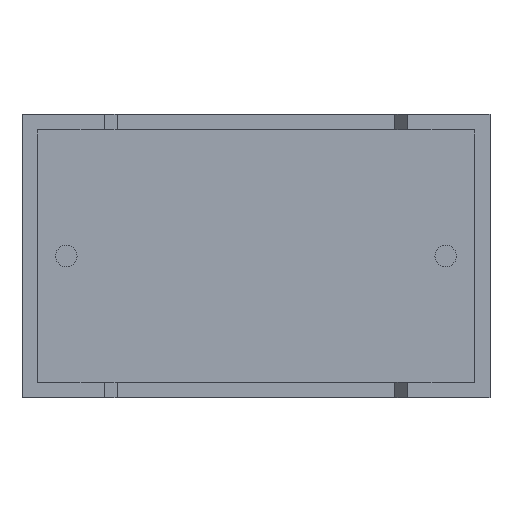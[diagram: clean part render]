
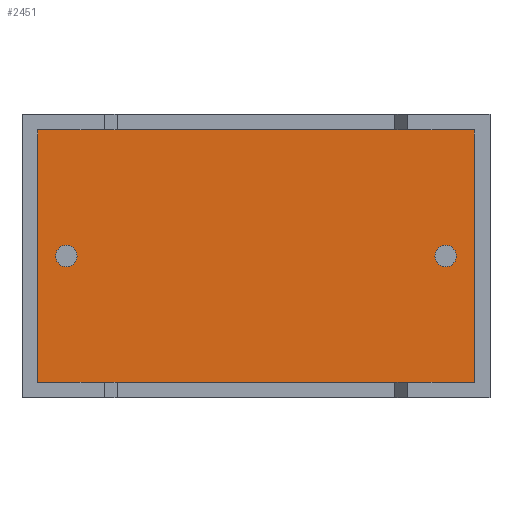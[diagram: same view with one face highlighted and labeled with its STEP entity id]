
A CAD part, front view. The second image highlights one B-rep face of the part: STEP entity #2451.
In plain terms, the highlighted planar face has unit normal (0, -1, 0).
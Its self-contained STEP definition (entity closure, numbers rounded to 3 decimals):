
#3 = DIRECTION ( 'NONE',  ( 0., -1., 0. ) ) ;
#27 = AXIS2_PLACEMENT_3D ( 'NONE', #2590, #3, #958 ) ;
#35 = EDGE_CURVE ( 'NONE', #1307, #1651, #661, .T. ) ;
#75 = ORIENTED_EDGE ( 'NONE', *, *, #566, .F. ) ;
#99 = ORIENTED_EDGE ( 'NONE', *, *, #666, .T. ) ;
#161 = VERTEX_POINT ( 'NONE', #501 ) ;
#250 = FACE_OUTER_BOUND ( 'NONE', #861, .T. ) ;
#299 = AXIS2_PLACEMENT_3D ( 'NONE', #1819, #2093, #2986 ) ;
#300 = CIRCLE ( 'NONE', #2016, 0.425 ) ;
#325 = DIRECTION ( 'NONE',  ( 1., 0., 0. ) ) ;
#376 = CARTESIAN_POINT ( 'NONE',  ( 16.75, 0.75, 6.025 ) ) ;
#377 = ORIENTED_EDGE ( 'NONE', *, *, #956, .F. ) ;
#421 = PLANE ( 'NONE',  #299 ) ;
#488 = LINE ( 'NONE', #2375, #3051 ) ;
#501 = CARTESIAN_POINT ( 'NONE',  ( 0.617, 0.75, 10.583 ) ) ;
#516 = DIRECTION ( 'NONE',  ( 0., 0., -1. ) ) ;
#563 = CARTESIAN_POINT ( 'NONE',  ( 0.617, 0.75, 0.617 ) ) ;
#566 = EDGE_CURVE ( 'NONE', #1006, #2321, #300, .T. ) ;
#661 = LINE ( 'NONE', #1603, #2163 ) ;
#662 = EDGE_CURVE ( 'NONE', #1840, #1307, #1238, .T. ) ;
#666 = EDGE_CURVE ( 'NONE', #161, #1840, #1004, .T. ) ;
#796 = DIRECTION ( 'NONE',  ( 0., -1., 0. ) ) ;
#805 = CARTESIAN_POINT ( 'NONE',  ( 1.75, 0.75, 5.6 ) ) ;
#855 = DIRECTION ( 'NONE',  ( 0., 0., -1. ) ) ;
#861 = EDGE_LOOP ( 'NONE', ( #99, #2258, #1824, #1326 ) ) ;
#936 = AXIS2_PLACEMENT_3D ( 'NONE', #1694, #796, #516 ) ;
#956 = EDGE_CURVE ( 'NONE', #2321, #1006, #1684, .T. ) ;
#958 = DIRECTION ( 'NONE',  ( 0., 0., -1. ) ) ;
#964 = CARTESIAN_POINT ( 'NONE',  ( 0.617, 0.75, 0.617 ) ) ;
#1004 = LINE ( 'NONE', #1981, #2366 ) ;
#1006 = VERTEX_POINT ( 'NONE', #2488 ) ;
#1093 = CIRCLE ( 'NONE', #2373, 0.425 ) ;
#1166 = EDGE_LOOP ( 'NONE', ( #2177, #2428 ) ) ;
#1238 = LINE ( 'NONE', #563, #1773 ) ;
#1243 = CARTESIAN_POINT ( 'NONE',  ( 17.883, 0.75, 0.617 ) ) ;
#1307 = VERTEX_POINT ( 'NONE', #1243 ) ;
#1326 = ORIENTED_EDGE ( 'NONE', *, *, #1461, .T. ) ;
#1405 = EDGE_CURVE ( 'NONE', #1874, #1680, #1093, .T. ) ;
#1461 = EDGE_CURVE ( 'NONE', #1651, #161, #488, .T. ) ;
#1486 = DIRECTION ( 'NONE',  ( 0., 0., -1. ) ) ;
#1597 = FACE_BOUND ( 'NONE', #2705, .T. ) ;
#1603 = CARTESIAN_POINT ( 'NONE',  ( 17.883, 0.75, 0.617 ) ) ;
#1618 = DIRECTION ( 'NONE',  ( 0., -1., 0. ) ) ;
#1634 = CARTESIAN_POINT ( 'NONE',  ( 16.75, 0.75, 5.6 ) ) ;
#1651 = VERTEX_POINT ( 'NONE', #1951 ) ;
#1680 = VERTEX_POINT ( 'NONE', #1982 ) ;
#1684 = CIRCLE ( 'NONE', #936, 0.425 ) ;
#1694 = CARTESIAN_POINT ( 'NONE',  ( 16.75, 0.75, 5.6 ) ) ;
#1773 = VECTOR ( 'NONE', #325, 1000. ) ;
#1819 = CARTESIAN_POINT ( 'NONE',  ( 0., 0.75, 0. ) ) ;
#1824 = ORIENTED_EDGE ( 'NONE', *, *, #35, .T. ) ;
#1840 = VERTEX_POINT ( 'NONE', #964 ) ;
#1844 = FACE_BOUND ( 'NONE', #1166, .T. ) ;
#1874 = VERTEX_POINT ( 'NONE', #2795 ) ;
#1951 = CARTESIAN_POINT ( 'NONE',  ( 17.883, 0.75, 10.583 ) ) ;
#1981 = CARTESIAN_POINT ( 'NONE',  ( 0.617, 0.75, 10.583 ) ) ;
#1982 = CARTESIAN_POINT ( 'NONE',  ( 1.75, 0.75, 5.175 ) ) ;
#2016 = AXIS2_PLACEMENT_3D ( 'NONE', #1634, #1618, #2089 ) ;
#2022 = DIRECTION ( 'NONE',  ( 0., -1., 0. ) ) ;
#2079 = EDGE_CURVE ( 'NONE', #1680, #1874, #2407, .T. ) ;
#2089 = DIRECTION ( 'NONE',  ( 0., 0., -1. ) ) ;
#2093 = DIRECTION ( 'NONE',  ( 0., -1., 0. ) ) ;
#2163 = VECTOR ( 'NONE', #2535, 1000. ) ;
#2177 = ORIENTED_EDGE ( 'NONE', *, *, #1405, .F. ) ;
#2258 = ORIENTED_EDGE ( 'NONE', *, *, #662, .T. ) ;
#2321 = VERTEX_POINT ( 'NONE', #376 ) ;
#2366 = VECTOR ( 'NONE', #1486, 1000. ) ;
#2373 = AXIS2_PLACEMENT_3D ( 'NONE', #805, #2022, #855 ) ;
#2375 = CARTESIAN_POINT ( 'NONE',  ( 17.883, 0.75, 10.583 ) ) ;
#2407 = CIRCLE ( 'NONE', #27, 0.425 ) ;
#2428 = ORIENTED_EDGE ( 'NONE', *, *, #2079, .F. ) ;
#2451 = ADVANCED_FACE ( 'NONE', ( #1597, #250, #1844 ), #421, .T. ) ;
#2488 = CARTESIAN_POINT ( 'NONE',  ( 16.75, 0.75, 5.175 ) ) ;
#2535 = DIRECTION ( 'NONE',  ( 0., 0., 1. ) ) ;
#2590 = CARTESIAN_POINT ( 'NONE',  ( 1.75, 0.75, 5.6 ) ) ;
#2599 = DIRECTION ( 'NONE',  ( -1., 0., 0. ) ) ;
#2705 = EDGE_LOOP ( 'NONE', ( #377, #75 ) ) ;
#2795 = CARTESIAN_POINT ( 'NONE',  ( 1.75, 0.75, 6.025 ) ) ;
#2986 = DIRECTION ( 'NONE',  ( 0., 0., -1. ) ) ;
#3051 = VECTOR ( 'NONE', #2599, 1000. ) ;
